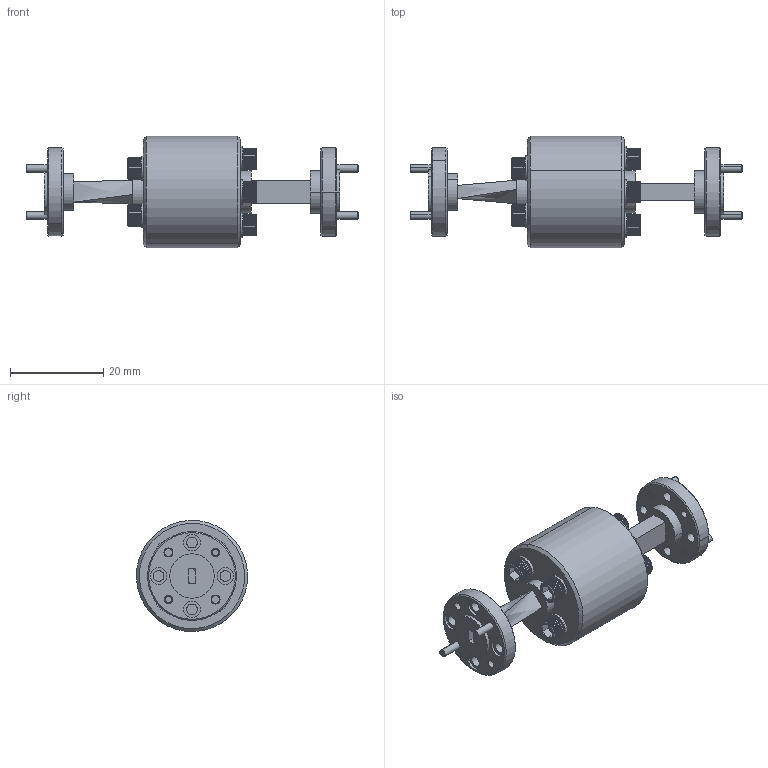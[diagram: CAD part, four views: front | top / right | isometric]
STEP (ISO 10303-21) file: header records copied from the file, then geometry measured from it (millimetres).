
FILE_DESCRIPTION (( 'STEP AP203' ), '1' );
FILE_NAME ('STF-12-S1.STEP', '2016-06-15T15:44:08', ( '' ), ( '' ), 'SwSTEP 2.0', 'SolidWorks 2013', '' );
FILE_SCHEMA (( 'CONFIG_CONTROL_DESIGN' ));
Length unit declared in the file: inch
Products named in the file (1): STF-12-S1
Bounding box: 71.22 x 23.84 x 23.84 mm (x, y, z)
Surface area: 6330.7 mm2 (no closed solid volume)
Topology: 0 solids, 25 shells, 943 faces, 3684 edges, 2441 vertices
Faces by surface type: plane 487, cylinder 376, cone 60, torus 16, bspline 4
Entity records: 39753 total; most frequent: CARTESIAN_POINT 12121, ORIENTED_EDGE 5840, DIRECTION 4882, EDGE_CURVE 3684, VERTEX_POINT 2441, AXIS2_PLACEMENT_3D 1746, B_SPLINE_CURVE_WITH_KNOTS 1440, LINE 1390
